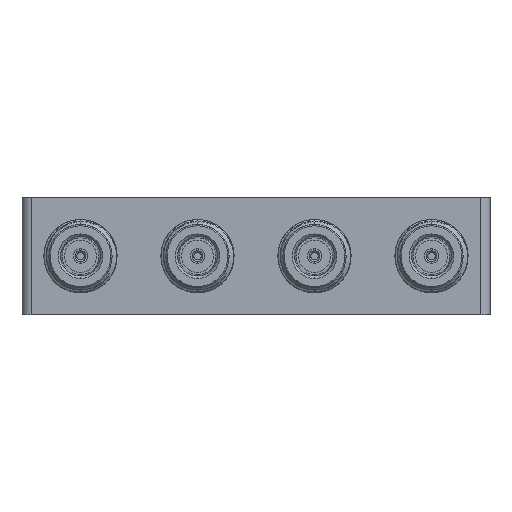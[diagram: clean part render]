
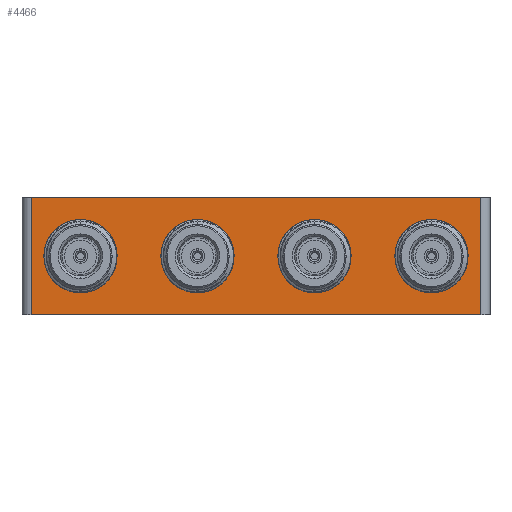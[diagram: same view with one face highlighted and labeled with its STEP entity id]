
A CAD part, front view. The second image highlights one B-rep face of the part: STEP entity #4466.
In plain terms, the highlighted planar face has unit normal (0, -1, 0).
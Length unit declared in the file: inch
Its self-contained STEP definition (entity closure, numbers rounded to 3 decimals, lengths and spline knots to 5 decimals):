
#84 = CARTESIAN_POINT ( 'NONE',  ( 1.5, -1.39764, 0. ) ) ;
#182 = VERTEX_POINT ( 'NONE', #24335 ) ;
#378 = CARTESIAN_POINT ( 'NONE',  ( -0.5, -1.39764, -0.3125 ) ) ;
#772 = CARTESIAN_POINT ( 'NONE',  ( 0.5, -1.39764, 0. ) ) ;
#950 = EDGE_LOOP ( 'NONE', ( #31606, #8700 ) ) ;
#1029 = DIRECTION ( 'NONE',  ( 0., -1., 0. ) ) ;
#1114 = FACE_BOUND ( 'NONE', #950, .T. ) ;
#2356 = EDGE_CURVE ( 'NONE', #16015, #29130, #31620, .T. ) ;
#2561 = VERTEX_POINT ( 'NONE', #49319 ) ;
#2692 = EDGE_CURVE ( 'NONE', #182, #21077, #44796, .T. ) ;
#2823 = VECTOR ( 'NONE', #9386, 39.37008 ) ;
#3082 = DIRECTION ( 'NONE',  ( 0., 0., 1. ) ) ;
#4466 = ADVANCED_FACE ( 'NONE', ( #1114, #43363, #16281, #31726, #31963 ), #12243, .F. ) ;
#4886 = EDGE_CURVE ( 'NONE', #16015, #13199, #43806, .T. ) ;
#5133 = CARTESIAN_POINT ( 'NONE',  ( -2.3622, -1.39764, 0.11811 ) ) ;
#5583 = DIRECTION ( 'NONE',  ( 0., 0., 1. ) ) ;
#5664 = DIRECTION ( 'NONE',  ( 0., -1., 0. ) ) ;
#6041 = DIRECTION ( 'NONE',  ( 0., 0., 1. ) ) ;
#6059 = AXIS2_PLACEMENT_3D ( 'NONE', #84, #34995, #34256 ) ;
#7145 = EDGE_CURVE ( 'NONE', #25619, #21737, #16631, .T. ) ;
#7964 = EDGE_CURVE ( 'NONE', #2561, #41962, #10219, .T. ) ;
#8553 = EDGE_CURVE ( 'NONE', #41962, #2561, #33694, .T. ) ;
#8603 = AXIS2_PLACEMENT_3D ( 'NONE', #28840, #41238, #6041 ) ;
#8700 = ORIENTED_EDGE ( 'NONE', *, *, #7964, .F. ) ;
#9386 = DIRECTION ( 'NONE',  ( 1., 0., 0. ) ) ;
#9529 = DIRECTION ( 'NONE',  ( 0., 0., 1. ) ) ;
#9825 = ORIENTED_EDGE ( 'NONE', *, *, #4886, .F. ) ;
#10219 = CIRCLE ( 'NONE', #28781, 0.3125 ) ;
#11112 = LINE ( 'NONE', #40976, #12608 ) ;
#11812 = ORIENTED_EDGE ( 'NONE', *, *, #49182, .T. ) ;
#12243 = PLANE ( 'NONE',  #22188 ) ;
#12608 = VECTOR ( 'NONE', #22249, 39.37008 ) ;
#12746 = EDGE_LOOP ( 'NONE', ( #11812, #37275, #9825, #49253 ) ) ;
#12773 = DIRECTION ( 'NONE',  ( 0., 0., 1. ) ) ;
#13199 = VERTEX_POINT ( 'NONE', #39054 ) ;
#13247 = VERTEX_POINT ( 'NONE', #28174 ) ;
#13325 = DIRECTION ( 'NONE',  ( 0., -1., 0. ) ) ;
#13345 = CARTESIAN_POINT ( 'NONE',  ( 1.5, -1.39764, -0.3125 ) ) ;
#13989 = CARTESIAN_POINT ( 'NONE',  ( -1.5, -1.39764, -0.3125 ) ) ;
#14251 = AXIS2_PLACEMENT_3D ( 'NONE', #37741, #19507, #3082 ) ;
#16015 = VERTEX_POINT ( 'NONE', #46276 ) ;
#16136 = CARTESIAN_POINT ( 'NONE',  ( 1.5, -1.39764, 0.3125 ) ) ;
#16281 = FACE_BOUND ( 'NONE', #43859, .T. ) ;
#16437 = DIRECTION ( 'NONE',  ( 0., 0., 1. ) ) ;
#16631 = CIRCLE ( 'NONE', #34423, 0.3125 ) ;
#16835 = CARTESIAN_POINT ( 'NONE',  ( 0.5, -1.39764, -0.3125 ) ) ;
#17417 = CIRCLE ( 'NONE', #6059, 0.3125 ) ;
#18369 = CARTESIAN_POINT ( 'NONE',  ( 1.92, -1.39764, -0.5 ) ) ;
#19080 = EDGE_LOOP ( 'NONE', ( #25399, #32349 ) ) ;
#19507 = DIRECTION ( 'NONE',  ( 0., -1., 0. ) ) ;
#20499 = DIRECTION ( 'NONE',  ( 0., 0., 1. ) ) ;
#21077 = VERTEX_POINT ( 'NONE', #378 ) ;
#21377 = CARTESIAN_POINT ( 'NONE',  ( -2., -1.39764, -0.5 ) ) ;
#21737 = VERTEX_POINT ( 'NONE', #16136 ) ;
#21886 = DIRECTION ( 'NONE',  ( 1., 0., 0. ) ) ;
#22115 = VECTOR ( 'NONE', #31132, 39.37008 ) ;
#22188 = AXIS2_PLACEMENT_3D ( 'NONE', #5133, #23884, #47407 ) ;
#22249 = DIRECTION ( 'NONE',  ( 0., 0., 1. ) ) ;
#22473 = VERTEX_POINT ( 'NONE', #18369 ) ;
#23884 = DIRECTION ( 'NONE',  ( 0., 1., 0. ) ) ;
#24029 = EDGE_CURVE ( 'NONE', #22473, #13199, #11112, .T. ) ;
#24335 = CARTESIAN_POINT ( 'NONE',  ( -0.5, -1.39764, 0.3125 ) ) ;
#24450 = EDGE_CURVE ( 'NONE', #13247, #41599, #44962, .T. ) ;
#24507 = EDGE_CURVE ( 'NONE', #41599, #13247, #26407, .T. ) ;
#24818 = CARTESIAN_POINT ( 'NONE',  ( -2., -1.39764, 0.5 ) ) ;
#24896 = ORIENTED_EDGE ( 'NONE', *, *, #24450, .F. ) ;
#25399 = ORIENTED_EDGE ( 'NONE', *, *, #30852, .F. ) ;
#25619 = VERTEX_POINT ( 'NONE', #13345 ) ;
#26205 = AXIS2_PLACEMENT_3D ( 'NONE', #43201, #13325, #9529 ) ;
#26407 = CIRCLE ( 'NONE', #8603, 0.3125 ) ;
#27127 = ORIENTED_EDGE ( 'NONE', *, *, #7145, .F. ) ;
#28174 = CARTESIAN_POINT ( 'NONE',  ( -1.5, -1.39764, 0.3125 ) ) ;
#28781 = AXIS2_PLACEMENT_3D ( 'NONE', #772, #35920, #16437 ) ;
#28840 = CARTESIAN_POINT ( 'NONE',  ( -1.5, -1.39764, 0. ) ) ;
#29130 = VERTEX_POINT ( 'NONE', #38135 ) ;
#30673 = VECTOR ( 'NONE', #21886, 39.37008 ) ;
#30852 = EDGE_CURVE ( 'NONE', #21077, #182, #36955, .T. ) ;
#31132 = DIRECTION ( 'NONE',  ( 0., 0., -1. ) ) ;
#31429 = ORIENTED_EDGE ( 'NONE', *, *, #48893, .F. ) ;
#31606 = ORIENTED_EDGE ( 'NONE', *, *, #8553, .F. ) ;
#31620 = LINE ( 'NONE', #42765, #22115 ) ;
#31726 = FACE_BOUND ( 'NONE', #32499, .T. ) ;
#31963 = FACE_OUTER_BOUND ( 'NONE', #12746, .T. ) ;
#32349 = ORIENTED_EDGE ( 'NONE', *, *, #2692, .F. ) ;
#32499 = EDGE_LOOP ( 'NONE', ( #27127, #31429 ) ) ;
#33694 = CIRCLE ( 'NONE', #37698, 0.3125 ) ;
#34256 = DIRECTION ( 'NONE',  ( 0., 0., 1. ) ) ;
#34423 = AXIS2_PLACEMENT_3D ( 'NONE', #36427, #1029, #20499 ) ;
#34995 = DIRECTION ( 'NONE',  ( 0., -1., 0. ) ) ;
#35920 = DIRECTION ( 'NONE',  ( 0., -1., 0. ) ) ;
#36427 = CARTESIAN_POINT ( 'NONE',  ( 1.5, -1.39764, 0. ) ) ;
#36955 = CIRCLE ( 'NONE', #49107, 0.3125 ) ;
#37275 = ORIENTED_EDGE ( 'NONE', *, *, #24029, .T. ) ;
#37698 = AXIS2_PLACEMENT_3D ( 'NONE', #44143, #5664, #12773 ) ;
#37741 = CARTESIAN_POINT ( 'NONE',  ( -1.5, -1.39764, 0. ) ) ;
#38135 = CARTESIAN_POINT ( 'NONE',  ( -1.92, -1.39764, -0.5 ) ) ;
#39054 = CARTESIAN_POINT ( 'NONE',  ( 1.92, -1.39764, 0.5 ) ) ;
#40976 = CARTESIAN_POINT ( 'NONE',  ( 1.92, -1.39764, 0.11811 ) ) ;
#41238 = DIRECTION ( 'NONE',  ( 0., -1., 0. ) ) ;
#41599 = VERTEX_POINT ( 'NONE', #13989 ) ;
#41962 = VERTEX_POINT ( 'NONE', #16835 ) ;
#42765 = CARTESIAN_POINT ( 'NONE',  ( -1.92, -1.39764, 0.11811 ) ) ;
#43201 = CARTESIAN_POINT ( 'NONE',  ( -0.5, -1.39764, 0. ) ) ;
#43363 = FACE_BOUND ( 'NONE', #19080, .T. ) ;
#43575 = CARTESIAN_POINT ( 'NONE',  ( -0.5, -1.39764, 0. ) ) ;
#43806 = LINE ( 'NONE', #24818, #2823 ) ;
#43859 = EDGE_LOOP ( 'NONE', ( #44081, #24896 ) ) ;
#44065 = DIRECTION ( 'NONE',  ( 0., -1., 0. ) ) ;
#44081 = ORIENTED_EDGE ( 'NONE', *, *, #24507, .F. ) ;
#44143 = CARTESIAN_POINT ( 'NONE',  ( 0.5, -1.39764, 0. ) ) ;
#44796 = CIRCLE ( 'NONE', #26205, 0.3125 ) ;
#44962 = CIRCLE ( 'NONE', #14251, 0.3125 ) ;
#46276 = CARTESIAN_POINT ( 'NONE',  ( -1.92, -1.39764, 0.5 ) ) ;
#47407 = DIRECTION ( 'NONE',  ( 1., 0., 0. ) ) ;
#48707 = LINE ( 'NONE', #21377, #30673 ) ;
#48893 = EDGE_CURVE ( 'NONE', #21737, #25619, #17417, .T. ) ;
#49107 = AXIS2_PLACEMENT_3D ( 'NONE', #43575, #44065, #5583 ) ;
#49182 = EDGE_CURVE ( 'NONE', #29130, #22473, #48707, .T. ) ;
#49253 = ORIENTED_EDGE ( 'NONE', *, *, #2356, .T. ) ;
#49319 = CARTESIAN_POINT ( 'NONE',  ( 0.5, -1.39764, 0.3125 ) ) ;
